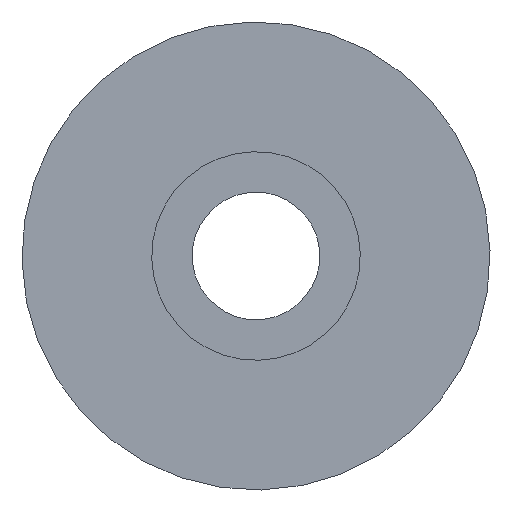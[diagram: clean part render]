
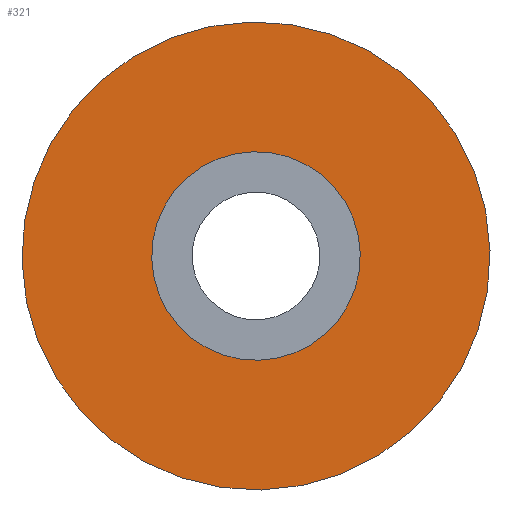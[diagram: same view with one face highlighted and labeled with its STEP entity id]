
A CAD part, front view. The second image highlights one B-rep face of the part: STEP entity #321.
In plain terms, the highlighted planar face has unit normal (0, -1, 0).
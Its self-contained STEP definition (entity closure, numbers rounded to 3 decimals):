
#63=CARTESIAN_POINT('Vertex',(-2.15,9.5,1.175)) ;
#66=CARTESIAN_POINT('Axis2P3D Location',(0.,9.5,0.)) ;
#70=CARTESIAN_POINT('Vertex',(2.15,9.5,-1.175)) ;
#92=CARTESIAN_POINT('Axis2P3D Location',(0.,9.5,0.)) ;
#118=CARTESIAN_POINT('Vertex',(-4.827,9.5,2.637)) ;
#134=CARTESIAN_POINT('Vertex',(4.827,9.5,-2.637)) ;
#137=CARTESIAN_POINT('Axis2P3D Location',(0.,9.5,0.)) ;
#154=CARTESIAN_POINT('Axis2P3D Location',(0.,9.5,0.)) ;
#308=CARTESIAN_POINT('Axis2P3D Location',(5.5,9.5,0.)) ;
#67=DIRECTION('Axis2P3D Direction',(0.,1.,0.)) ;
#93=DIRECTION('Axis2P3D Direction',(0.,1.,0.)) ;
#138=DIRECTION('Axis2P3D Direction',(0.,1.,0.)) ;
#155=DIRECTION('Axis2P3D Direction',(0.,1.,0.)) ;
#309=DIRECTION('Axis2P3D Direction',(0.,1.,0.)) ;
#310=DIRECTION('Axis2P3D XDirection',(1.,-0.,0.)) ;
#68=AXIS2_PLACEMENT_3D('Circle Axis2P3D',#66,#67,$) ;
#94=AXIS2_PLACEMENT_3D('Circle Axis2P3D',#92,#93,$) ;
#139=AXIS2_PLACEMENT_3D('Circle Axis2P3D',#137,#138,$) ;
#156=AXIS2_PLACEMENT_3D('Circle Axis2P3D',#154,#155,$) ;
#311=AXIS2_PLACEMENT_3D('Plane Axis2P3D',#308,#309,#310) ;
#314=ORIENTED_EDGE('',*,*,#141,.F.) ;
#315=ORIENTED_EDGE('',*,*,#158,.F.) ;
#318=ORIENTED_EDGE('',*,*,#96,.T.) ;
#319=ORIENTED_EDGE('',*,*,#72,.T.) ;
#320=FACE_BOUND('',#317,.T.) ;
#321=ADVANCED_FACE('Revolve1',(#316,#320),#312,.F.) ;
#69=CIRCLE('generated circle',#68,2.45) ;
#95=CIRCLE('generated circle',#94,2.45) ;
#140=CIRCLE('generated circle',#139,5.5) ;
#157=CIRCLE('generated circle',#156,5.5) ;
#72=EDGE_CURVE('',#71,#64,#69,.T.) ;
#96=EDGE_CURVE('',#64,#71,#95,.T.) ;
#141=EDGE_CURVE('',#135,#119,#140,.T.) ;
#158=EDGE_CURVE('',#119,#135,#157,.T.) ;
#313=EDGE_LOOP('',(#314,#315)) ;
#317=EDGE_LOOP('',(#318,#319)) ;
#316=FACE_OUTER_BOUND('',#313,.T.) ;
#312=PLANE('',#311) ;
#64=VERTEX_POINT('',#63) ;
#71=VERTEX_POINT('',#70) ;
#119=VERTEX_POINT('',#118) ;
#135=VERTEX_POINT('',#134) ;
